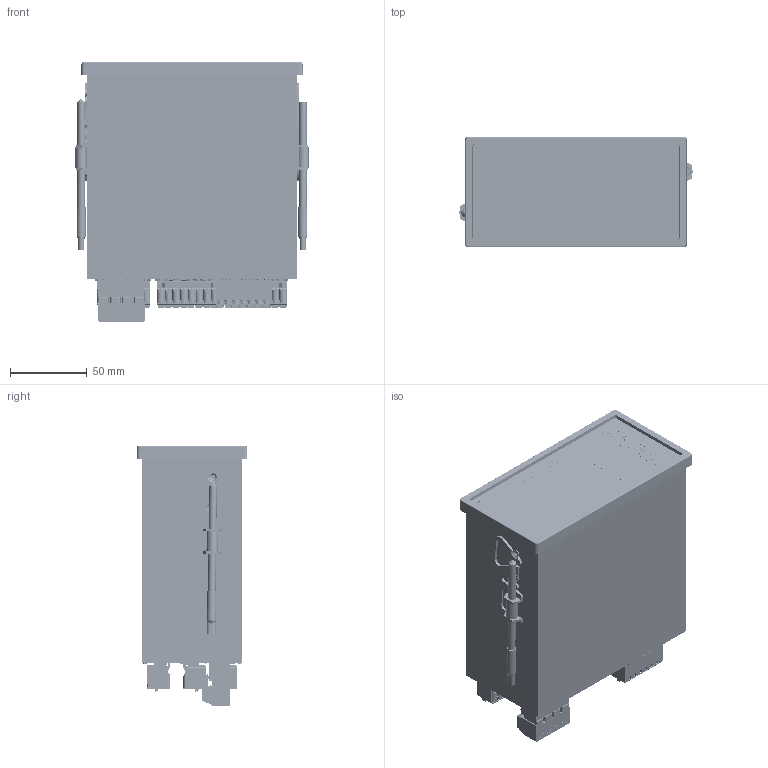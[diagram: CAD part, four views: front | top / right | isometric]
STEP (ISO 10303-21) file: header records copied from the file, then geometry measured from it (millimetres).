
FILE_DESCRIPTION(/* description */ ('STEP AP214'),/* implementation_level */ '2;1');
FILE_NAME(/* name */ 'RES_5400 Rev-1.stp',/* time_stamp */ '2024-02-12T08:49:52-06:00',/* author */ ('mdp'),/* organization */ (''),/* preprocessor_version */ 'ST-DEVELOPER v20',/* originating_system */ 'Autodesk Inventor 2024',/* authorisation */ '');
FILE_SCHEMA (('AUTOMOTIVE_DESIGN { 1 0 10303 214 3 1 1 }'));
Products named in the file (1): RES_5400_01
Bounding box: 151.5 x 72 x 168.37 mm (x, y, z)
Volume: 1295808.6 mm3; surface area: 125958.4 mm2
Topology: 2 solids, 2 shells, 11142 faces, 31447 edges, 20725 vertices
Faces by surface type: plane 7297, cylinder 2798, bspline 846, cone 142, torus 48, sphere 11
Full cylindrical faces by diameter (mm): 0.45 x4, 3 x4, 3.2 x3, 4 x40, 5 x4, 6 x2, 7.5 x2
Entity records: 422312 total; most frequent: CARTESIAN_POINT 124747, ORIENTED_EDGE 62862, DIRECTION 56786, EDGE_CURVE 31431, LINE 22870, VECTOR 22870, VERTEX_POINT 20725, AXIS2_PLACEMENT_3D 16958
